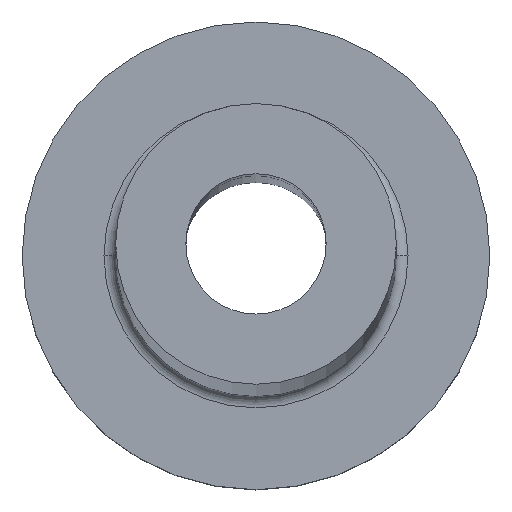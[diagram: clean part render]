
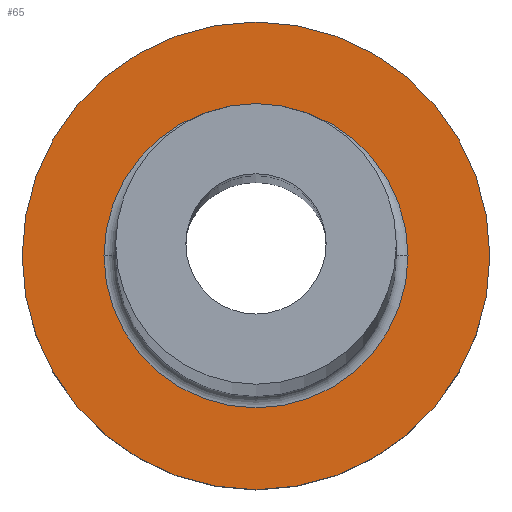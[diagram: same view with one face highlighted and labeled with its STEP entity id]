
A CAD part, top view. The second image highlights one B-rep face of the part: STEP entity #65.
In plain terms, the highlighted planar face has unit normal (0, 0, 1).
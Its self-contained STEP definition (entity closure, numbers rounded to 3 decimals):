
#1 = DIRECTION ( 'NONE',  ( 0., 0., 1. ) ) ;
#8 = CIRCLE ( 'NONE', #186, 6.5 ) ;
#13 = ORIENTED_EDGE ( 'NONE', *, *, #420, .T. ) ;
#24 = DIRECTION ( 'NONE',  ( 0., 0., 1. ) ) ;
#25 = FACE_BOUND ( 'NONE', #286, .T. ) ;
#37 = DIRECTION ( 'NONE',  ( 1., 0., 0. ) ) ;
#53 = VERTEX_POINT ( 'NONE', #128 ) ;
#56 = EDGE_LOOP ( 'NONE', ( #13, #367 ) ) ;
#65 = ADVANCED_FACE ( 'NONE', ( #25, #266 ), #198, .T. ) ;
#70 = DIRECTION ( 'NONE',  ( 0., 0., -1. ) ) ;
#78 = AXIS2_PLACEMENT_3D ( 'NONE', #351, #421, #182 ) ;
#88 = VERTEX_POINT ( 'NONE', #238 ) ;
#91 = CIRCLE ( 'NONE', #357, 10. ) ;
#97 = EDGE_CURVE ( 'NONE', #194, #88, #8, .T. ) ;
#106 = CIRCLE ( 'NONE', #78, 6.5 ) ;
#121 = VERTEX_POINT ( 'NONE', #241 ) ;
#123 = AXIS2_PLACEMENT_3D ( 'NONE', #317, #1, #453 ) ;
#128 = CARTESIAN_POINT ( 'NONE',  ( -10., 0., 7. ) ) ;
#175 = DIRECTION ( 'NONE',  ( 1., 0., 0. ) ) ;
#182 = DIRECTION ( 'NONE',  ( 1., 0., 0. ) ) ;
#184 = CARTESIAN_POINT ( 'NONE',  ( 0., 0., 7. ) ) ;
#186 = AXIS2_PLACEMENT_3D ( 'NONE', #309, #70, #175 ) ;
#194 = VERTEX_POINT ( 'NONE', #282 ) ;
#198 = PLANE ( 'NONE',  #228 ) ;
#207 = CIRCLE ( 'NONE', #123, 10. ) ;
#228 = AXIS2_PLACEMENT_3D ( 'NONE', #337, #24, #443 ) ;
#238 = CARTESIAN_POINT ( 'NONE',  ( 6.5, 0., 7. ) ) ;
#241 = CARTESIAN_POINT ( 'NONE',  ( 10., 0., 7. ) ) ;
#266 = FACE_OUTER_BOUND ( 'NONE', #56, .T. ) ;
#269 = EDGE_CURVE ( 'NONE', #88, #194, #106, .T. ) ;
#282 = CARTESIAN_POINT ( 'NONE',  ( -6.5, 0., 7. ) ) ;
#286 = EDGE_LOOP ( 'NONE', ( #438, #292 ) ) ;
#292 = ORIENTED_EDGE ( 'NONE', *, *, #97, .T. ) ;
#309 = CARTESIAN_POINT ( 'NONE',  ( 0., 0., 7. ) ) ;
#317 = CARTESIAN_POINT ( 'NONE',  ( 0., 0., 7. ) ) ;
#324 = EDGE_CURVE ( 'NONE', #121, #53, #207, .T. ) ;
#337 = CARTESIAN_POINT ( 'NONE',  ( 0., 0., 7. ) ) ;
#351 = CARTESIAN_POINT ( 'NONE',  ( 0., 0., 7. ) ) ;
#357 = AXIS2_PLACEMENT_3D ( 'NONE', #184, #394, #37 ) ;
#367 = ORIENTED_EDGE ( 'NONE', *, *, #324, .T. ) ;
#394 = DIRECTION ( 'NONE',  ( 0., 0., 1. ) ) ;
#420 = EDGE_CURVE ( 'NONE', #53, #121, #91, .T. ) ;
#421 = DIRECTION ( 'NONE',  ( 0., 0., -1. ) ) ;
#438 = ORIENTED_EDGE ( 'NONE', *, *, #269, .T. ) ;
#443 = DIRECTION ( 'NONE',  ( 1., 0., 0. ) ) ;
#453 = DIRECTION ( 'NONE',  ( 1., 0., 0. ) ) ;
